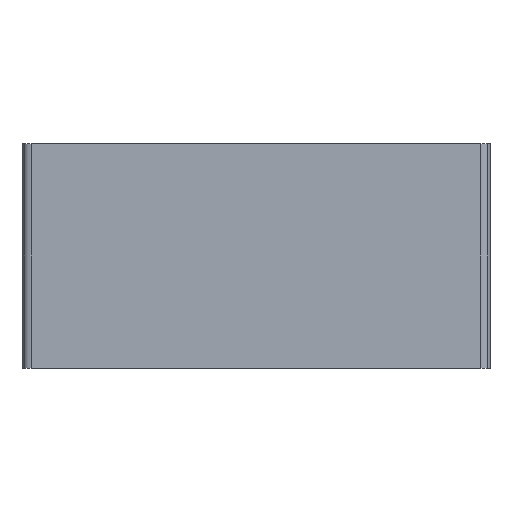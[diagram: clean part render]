
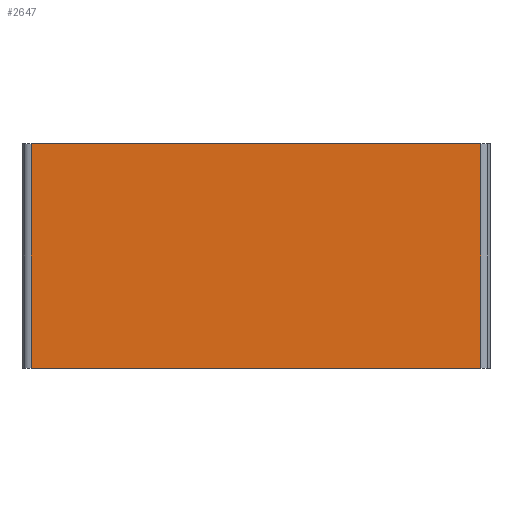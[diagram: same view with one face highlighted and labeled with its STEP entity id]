
A CAD part, front view. The second image highlights one B-rep face of the part: STEP entity #2647.
In plain terms, the highlighted planar face has unit normal (0, -1, 0).
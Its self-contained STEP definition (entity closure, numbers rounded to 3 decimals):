
#1057=CARTESIAN_POINT('',(-27.5,6.,-13.5));
#1058=VERTEX_POINT('',#1057);
#1066=CARTESIAN_POINT('',(-27.5,6.,-1.5));
#1067=VERTEX_POINT('',#1066);
#1068=CARTESIAN_POINT('',(-27.5,6.,-13.5));
#1069=DIRECTION('',(0.0,0.0,1.0));
#1070=VECTOR('',#1069,12.0);
#1071=LINE('',#1068,#1070);
#1072=EDGE_CURVE('',#1058,#1067,#1071,.T.);
#1216=CARTESIAN_POINT('',(-3.5,6.,-1.5));
#1217=VERTEX_POINT('',#1216);
#1225=CARTESIAN_POINT('',(-3.5,6.,-13.5));
#1226=VERTEX_POINT('',#1225);
#1227=CARTESIAN_POINT('',(-3.5,6.,-1.5));
#1228=DIRECTION('',(0.0,0.0,-1.0));
#1229=VECTOR('',#1228,12.0);
#1230=LINE('',#1227,#1229);
#1231=EDGE_CURVE('',#1217,#1226,#1230,.T.);
#1290=CARTESIAN_POINT('',(-27.5,6.,-13.5));
#1291=DIRECTION('',(1.0,0.0,0.0));
#1292=VECTOR('',#1291,24.0);
#1293=LINE('',#1290,#1292);
#1294=EDGE_CURVE('',#1058,#1226,#1293,.T.);
#2631=CARTESIAN_POINT('',(-3.0,6.0,-13.5));
#2632=DIRECTION('',(0.0,-1.0,0.0));
#2633=DIRECTION('',(0.0,0.0,-1.0));
#2634=AXIS2_PLACEMENT_3D('',#2631,#2632,#2633);
#2635=PLANE('',#2634);
#2636=ORIENTED_EDGE('',*,*,#1231,.F.);
#2637=CARTESIAN_POINT('',(-3.5,6.,-1.5));
#2638=DIRECTION('',(-1.0,0.0,0.0));
#2639=VECTOR('',#2638,24.0);
#2640=LINE('',#2637,#2639);
#2641=EDGE_CURVE('',#1217,#1067,#2640,.T.);
#2642=ORIENTED_EDGE('',*,*,#2641,.T.);
#2643=ORIENTED_EDGE('',*,*,#1072,.F.);
#2644=ORIENTED_EDGE('',*,*,#1294,.T.);
#2645=EDGE_LOOP('',(#2636,#2642,#2643,#2644));
#2646=FACE_OUTER_BOUND('',#2645,.T.);
#2647=ADVANCED_FACE('',(#2646),#2635,.T.);
